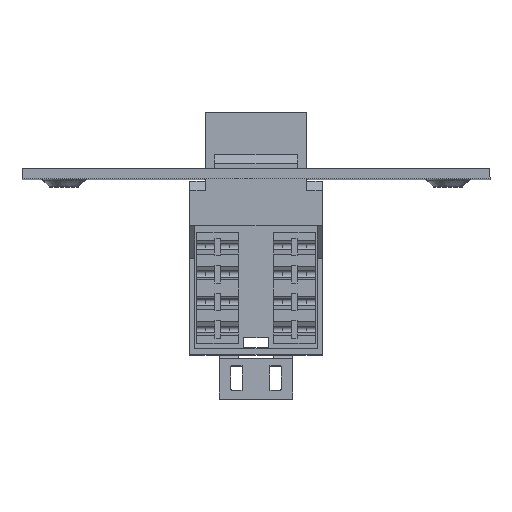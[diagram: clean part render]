
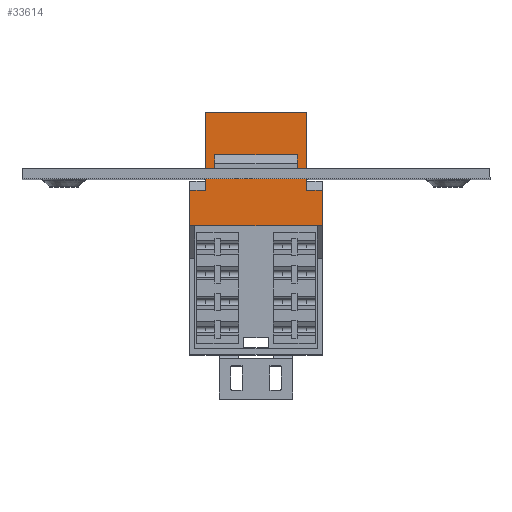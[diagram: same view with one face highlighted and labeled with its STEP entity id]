
A CAD part, top view. The second image highlights one B-rep face of the part: STEP entity #33614.
In plain terms, the highlighted face is planar.
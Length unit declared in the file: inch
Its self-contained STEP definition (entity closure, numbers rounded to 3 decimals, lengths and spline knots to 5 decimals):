
#781 = EDGE_LOOP ( 'NONE', ( #33613, #32051, #12390, #9285, #30786, #20109, #37619, #18567 ) ) ;
#920 = DIRECTION ( 'NONE',  ( 0., 0., 1. ) ) ;
#1068 = DIRECTION ( 'NONE',  ( -1., 0., 0. ) ) ;
#1736 = VERTEX_POINT ( 'NONE', #14119 ) ;
#2380 = DIRECTION ( 'NONE',  ( 1., 0., 0. ) ) ;
#3013 = VECTOR ( 'NONE', #10844, 39.37008 ) ;
#3041 = CARTESIAN_POINT ( 'NONE',  ( 0., -0.3195, 0.2895 ) ) ;
#3714 = FACE_OUTER_BOUND ( 'NONE', #781, .T. ) ;
#4183 = CARTESIAN_POINT ( 'NONE',  ( -0.444, -0.3195, 0.38 ) ) ;
#4916 = EDGE_CURVE ( 'NONE', #17787, #25552, #21274, .T. ) ;
#4929 = CARTESIAN_POINT ( 'NONE',  ( -0.32, -0.3195, 0.2375 ) ) ;
#5288 = VECTOR ( 'NONE', #32080, 39.37008 ) ;
#5537 = VERTEX_POINT ( 'NONE', #24617 ) ;
#6434 = CARTESIAN_POINT ( 'NONE',  ( -0.444, -0.3195, -0.2895 ) ) ;
#7698 = CARTESIAN_POINT ( 'NONE',  ( -0.647, -0.3195, -0.38 ) ) ;
#7843 = LINE ( 'NONE', #22033, #8783 ) ;
#8152 = CARTESIAN_POINT ( 'NONE',  ( -0.444, -0.3195, -0.38 ) ) ;
#8223 = LINE ( 'NONE', #29256, #24259 ) ;
#8669 = DIRECTION ( 'NONE',  ( 1., 0., 0. ) ) ;
#8679 = VERTEX_POINT ( 'NONE', #6434 ) ;
#8783 = VECTOR ( 'NONE', #920, 39.37008 ) ;
#9285 = ORIENTED_EDGE ( 'NONE', *, *, #31123, .F. ) ;
#9377 = LINE ( 'NONE', #22487, #24484 ) ;
#9393 = VECTOR ( 'NONE', #37575, 39.37008 ) ;
#9566 = EDGE_CURVE ( 'NONE', #5537, #21423, #27090, .T. ) ;
#9618 = EDGE_CURVE ( 'NONE', #21423, #1736, #8223, .T. ) ;
#10350 = LINE ( 'NONE', #25643, #9393 ) ;
#10675 = EDGE_CURVE ( 'NONE', #32373, #17787, #13337, .T. ) ;
#10839 = VECTOR ( 'NONE', #2380, 39.37008 ) ;
#10844 = DIRECTION ( 'NONE',  ( 0., 0., -1. ) ) ;
#11219 = DIRECTION ( 'NONE',  ( -1., 0., 0. ) ) ;
#11570 = DIRECTION ( 'NONE',  ( 1., 0., 0. ) ) ;
#12390 = ORIENTED_EDGE ( 'NONE', *, *, #13627, .F. ) ;
#12822 = LINE ( 'NONE', #37999, #36823 ) ;
#12875 = DIRECTION ( 'NONE',  ( 0., -1., 0. ) ) ;
#13337 = LINE ( 'NONE', #25928, #5288 ) ;
#13627 = EDGE_CURVE ( 'NONE', #16548, #32373, #12822, .T. ) ;
#14119 = CARTESIAN_POINT ( 'NONE',  ( -0.32, -0.3195, -0.2375 ) ) ;
#14555 = VERTEX_POINT ( 'NONE', #22819 ) ;
#14619 = CARTESIAN_POINT ( 'NONE',  ( -0.647, -0.3195, -0.2895 ) ) ;
#15620 = EDGE_CURVE ( 'NONE', #14555, #29910, #10350, .T. ) ;
#16548 = VERTEX_POINT ( 'NONE', #4183 ) ;
#17290 = VECTOR ( 'NONE', #1068, 39.37008 ) ;
#17787 = VERTEX_POINT ( 'NONE', #31147 ) ;
#17837 = CARTESIAN_POINT ( 'NONE',  ( 0., -0.3195, -0.2895 ) ) ;
#18567 = ORIENTED_EDGE ( 'NONE', *, *, #28725, .T. ) ;
#19056 = VERTEX_POINT ( 'NONE', #8152 ) ;
#19598 = CARTESIAN_POINT ( 'NONE',  ( -0.242, -0.3195, -0.2375 ) ) ;
#20002 = DIRECTION ( 'NONE',  ( 0., 0., -1. ) ) ;
#20109 = ORIENTED_EDGE ( 'NONE', *, *, #28933, .T. ) ;
#20456 = CARTESIAN_POINT ( 'NONE',  ( -0.647, -0.3195, -0.38 ) ) ;
#20938 = EDGE_CURVE ( 'NONE', #19056, #8679, #7843, .T. ) ;
#21274 = LINE ( 'NONE', #3041, #36324 ) ;
#21423 = VERTEX_POINT ( 'NONE', #19598 ) ;
#21509 = VERTEX_POINT ( 'NONE', #4929 ) ;
#21702 = CARTESIAN_POINT ( 'NONE',  ( -0.647, -0.3195, 0.2895 ) ) ;
#21868 = EDGE_CURVE ( 'NONE', #5537, #21509, #33274, .T. ) ;
#22033 = CARTESIAN_POINT ( 'NONE',  ( -0.444, -0.3195, -0.38 ) ) ;
#22487 = CARTESIAN_POINT ( 'NONE',  ( -0.32, -0.3195, 0.2375 ) ) ;
#22819 = CARTESIAN_POINT ( 'NONE',  ( -0.647, -0.3195, 0.38 ) ) ;
#24172 = DIRECTION ( 'NONE',  ( 0., 0., -1. ) ) ;
#24259 = VECTOR ( 'NONE', #11219, 39.37008 ) ;
#24484 = VECTOR ( 'NONE', #25536, 39.37008 ) ;
#24519 = VECTOR ( 'NONE', #8669, 39.37008 ) ;
#24617 = CARTESIAN_POINT ( 'NONE',  ( -0.242, -0.3195, 0.2375 ) ) ;
#24689 = LINE ( 'NONE', #26598, #31738 ) ;
#25529 = LINE ( 'NONE', #20456, #10839 ) ;
#25536 = DIRECTION ( 'NONE',  ( 0., 0., -1. ) ) ;
#25552 = VERTEX_POINT ( 'NONE', #17837 ) ;
#25559 = EDGE_LOOP ( 'NONE', ( #33888, #27305, #30944, #38810 ) ) ;
#25643 = CARTESIAN_POINT ( 'NONE',  ( -0.647, -0.3195, 0.2895 ) ) ;
#25928 = CARTESIAN_POINT ( 'NONE',  ( -0.647, -0.3195, 0.2895 ) ) ;
#26598 = CARTESIAN_POINT ( 'NONE',  ( -0.647, -0.3195, 0.38 ) ) ;
#26816 = CARTESIAN_POINT ( 'NONE',  ( -0.444, -0.3195, 0.2895 ) ) ;
#27090 = LINE ( 'NONE', #37915, #3013 ) ;
#27305 = ORIENTED_EDGE ( 'NONE', *, *, #9566, .T. ) ;
#28725 = EDGE_CURVE ( 'NONE', #8679, #25552, #32513, .T. ) ;
#28933 = EDGE_CURVE ( 'NONE', #29910, #19056, #25529, .T. ) ;
#29256 = CARTESIAN_POINT ( 'NONE',  ( -0.32, -0.3195, -0.2375 ) ) ;
#29864 = EDGE_CURVE ( 'NONE', #21509, #1736, #9377, .T. ) ;
#29910 = VERTEX_POINT ( 'NONE', #7698 ) ;
#30645 = AXIS2_PLACEMENT_3D ( 'NONE', #21702, #12875, #33936 ) ;
#30786 = ORIENTED_EDGE ( 'NONE', *, *, #15620, .T. ) ;
#30865 = PLANE ( 'NONE',  #30645 ) ;
#30944 = ORIENTED_EDGE ( 'NONE', *, *, #9618, .T. ) ;
#31123 = EDGE_CURVE ( 'NONE', #14555, #16548, #24689, .T. ) ;
#31147 = CARTESIAN_POINT ( 'NONE',  ( 0., -0.3195, 0.2895 ) ) ;
#31738 = VECTOR ( 'NONE', #11570, 39.37008 ) ;
#32051 = ORIENTED_EDGE ( 'NONE', *, *, #10675, .F. ) ;
#32080 = DIRECTION ( 'NONE',  ( 1., 0., 0. ) ) ;
#32373 = VERTEX_POINT ( 'NONE', #26816 ) ;
#32513 = LINE ( 'NONE', #14619, #24519 ) ;
#33274 = LINE ( 'NONE', #37179, #17290 ) ;
#33613 = ORIENTED_EDGE ( 'NONE', *, *, #4916, .F. ) ;
#33614 = ADVANCED_FACE ( 'NONE', ( #35782, #3714 ), #30865, .T. ) ;
#33888 = ORIENTED_EDGE ( 'NONE', *, *, #21868, .F. ) ;
#33936 = DIRECTION ( 'NONE',  ( 0., 0., -1. ) ) ;
#35782 = FACE_BOUND ( 'NONE', #25559, .T. ) ;
#36324 = VECTOR ( 'NONE', #24172, 39.37008 ) ;
#36823 = VECTOR ( 'NONE', #20002, 39.37008 ) ;
#37179 = CARTESIAN_POINT ( 'NONE',  ( -0.32, -0.3195, 0.2375 ) ) ;
#37575 = DIRECTION ( 'NONE',  ( 0., 0., -1. ) ) ;
#37619 = ORIENTED_EDGE ( 'NONE', *, *, #20938, .T. ) ;
#37915 = CARTESIAN_POINT ( 'NONE',  ( -0.242, -0.3195, 0.2375 ) ) ;
#37999 = CARTESIAN_POINT ( 'NONE',  ( -0.444, -0.3195, 0.38 ) ) ;
#38810 = ORIENTED_EDGE ( 'NONE', *, *, #29864, .F. ) ;
